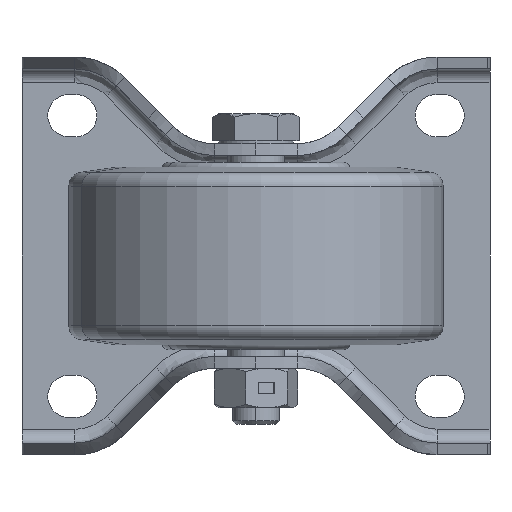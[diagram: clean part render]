
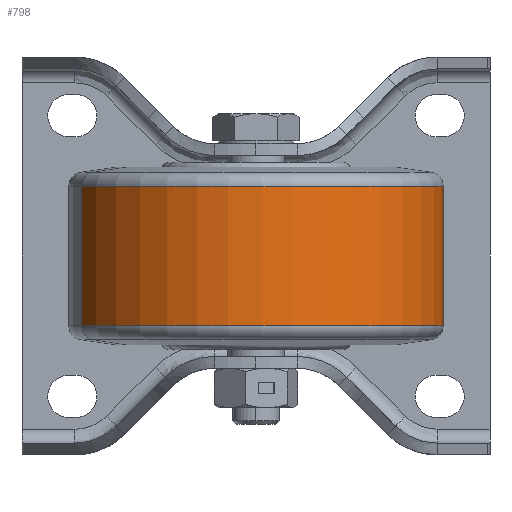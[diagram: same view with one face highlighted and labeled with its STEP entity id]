
A CAD part, front view. The second image highlights one B-rep face of the part: STEP entity #798.
In plain terms, the highlighted cylindrical face has radius 40 mm (diameter 80 mm), a partial arc.
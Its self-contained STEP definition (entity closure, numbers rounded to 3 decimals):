
#232 = ORIENTED_EDGE ( 'NONE', *, *, #5008, .T. ) ;
#798 = ADVANCED_FACE ( 'NONE', ( #14724 ), #5149, .T. ) ;
#906 = DIRECTION ( 'NONE',  ( 0.93, 0.367, 0. ) ) ;
#1383 = LINE ( 'NONE', #7664, #7901 ) ;
#1741 = ORIENTED_EDGE ( 'NONE', *, *, #19432, .F. ) ;
#1897 = VERTEX_POINT ( 'NONE', #4094 ) ;
#1922 = DIRECTION ( 'NONE',  ( 0., 0., -1. ) ) ;
#3075 = CARTESIAN_POINT ( 'NONE',  ( -37.212, -89.171, -40.585 ) ) ;
#3644 = EDGE_LOOP ( 'NONE', ( #1741, #19233, #232, #18798 ) ) ;
#4094 = CARTESIAN_POINT ( 'NONE',  ( 37.212, -59.829, 14.898 ) ) ;
#4694 = CARTESIAN_POINT ( 'NONE',  ( 0., -74.5, -14.898 ) ) ;
#5008 = EDGE_CURVE ( 'NONE', #12531, #17459, #17345, .T. ) ;
#5149 = CYLINDRICAL_SURFACE ( 'NONE', #15922, 40. ) ;
#6425 = CARTESIAN_POINT ( 'NONE',  ( -37.212, -89.171, 14.898 ) ) ;
#6587 = DIRECTION ( 'NONE',  ( 0., 0., 1. ) ) ;
#7362 = DIRECTION ( 'NONE',  ( 0., 0., -1. ) ) ;
#7369 = VECTOR ( 'NONE', #9744, 1000. ) ;
#7664 = CARTESIAN_POINT ( 'NONE',  ( 37.212, -59.829, -40.585 ) ) ;
#7901 = VECTOR ( 'NONE', #7362, 1000. ) ;
#9615 = DIRECTION ( 'NONE',  ( 0.93, 0.367, 0. ) ) ;
#9744 = DIRECTION ( 'NONE',  ( 0., 0., -1. ) ) ;
#11138 = AXIS2_PLACEMENT_3D ( 'NONE', #13822, #16978, #906 ) ;
#11510 = CARTESIAN_POINT ( 'NONE',  ( 0., -74.5, -40.585 ) ) ;
#12531 = VERTEX_POINT ( 'NONE', #6425 ) ;
#12534 = CIRCLE ( 'NONE', #17204, 40. ) ;
#13806 = EDGE_CURVE ( 'NONE', #1897, #12531, #18778, .T. ) ;
#13822 = CARTESIAN_POINT ( 'NONE',  ( 0., -74.5, 14.898 ) ) ;
#14264 = CARTESIAN_POINT ( 'NONE',  ( -37.212, -89.171, -14.898 ) ) ;
#14724 = FACE_OUTER_BOUND ( 'NONE', #3644, .T. ) ;
#15922 = AXIS2_PLACEMENT_3D ( 'NONE', #11510, #1922, #17466 ) ;
#16978 = DIRECTION ( 'NONE',  ( 0., 0., -1. ) ) ;
#17204 = AXIS2_PLACEMENT_3D ( 'NONE', #4694, #6587, #9615 ) ;
#17345 = LINE ( 'NONE', #3075, #7369 ) ;
#17459 = VERTEX_POINT ( 'NONE', #14264 ) ;
#17466 = DIRECTION ( 'NONE',  ( -0.93, -0.367, 0. ) ) ;
#18040 = VERTEX_POINT ( 'NONE', #18515 ) ;
#18515 = CARTESIAN_POINT ( 'NONE',  ( 37.212, -59.829, -14.898 ) ) ;
#18778 = CIRCLE ( 'NONE', #11138, 40. ) ;
#18798 = ORIENTED_EDGE ( 'NONE', *, *, #19799, .T. ) ;
#19233 = ORIENTED_EDGE ( 'NONE', *, *, #13806, .T. ) ;
#19432 = EDGE_CURVE ( 'NONE', #1897, #18040, #1383, .T. ) ;
#19799 = EDGE_CURVE ( 'NONE', #17459, #18040, #12534, .T. ) ;
